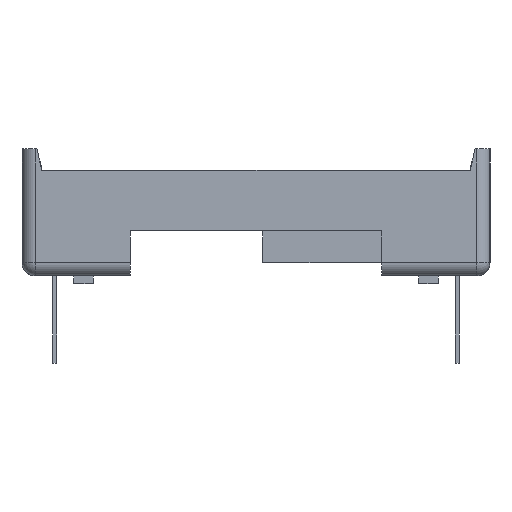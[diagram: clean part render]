
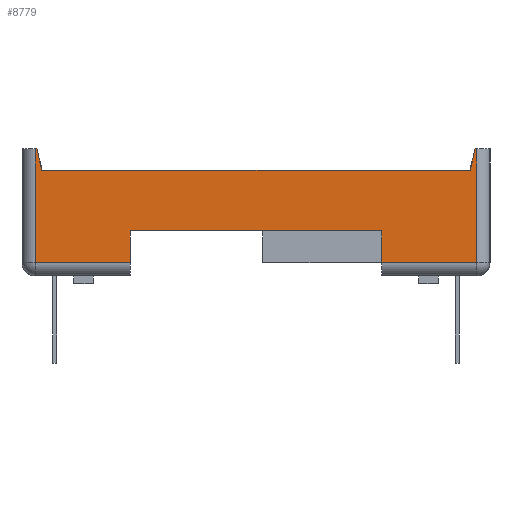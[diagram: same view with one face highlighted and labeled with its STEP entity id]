
A CAD part, left-side view. The second image highlights one B-rep face of the part: STEP entity #8779.
In plain terms, the highlighted planar face has unit normal (-1, 0, 0).
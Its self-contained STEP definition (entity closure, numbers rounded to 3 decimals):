
#24=DIRECTION('',(0.,-1.,0.));
#25=VECTOR('',#24,0.06);
#26=CARTESIAN_POINT('',(-20.32,8.35,0.));
#27=LINE('',#26,#25);
#33=DIRECTION('',(0.,-1.,0.));
#34=VECTOR('',#33,0.06);
#35=CARTESIAN_POINT('',(-20.32,-8.29,0.));
#36=LINE('',#35,#34);
#54=DIRECTION('',(0.,0.,-1.));
#55=VECTOR('',#54,4.3);
#56=CARTESIAN_POINT('',(-20.32,8.35,0.));
#57=LINE('',#56,#55);
#58=DIRECTION('',(0.,0.231,0.973));
#59=VECTOR('',#58,0.822);
#60=CARTESIAN_POINT('',(-20.32,8.1,-0.8));
#61=LINE('',#60,#59);
#62=DIRECTION('',(0.,1.,0.));
#63=VECTOR('',#62,16.2);
#64=CARTESIAN_POINT('',(-20.32,-8.1,-0.8));
#65=LINE('',#64,#63);
#66=DIRECTION('',(0.,0.231,-0.973));
#67=VECTOR('',#66,0.822);
#68=CARTESIAN_POINT('',(-20.32,-8.29,0.));
#69=LINE('',#68,#67);
#70=DIRECTION('',(0.,0.,-1.));
#71=VECTOR('',#70,4.3);
#72=CARTESIAN_POINT('',(-20.32,-8.35,0.));
#73=LINE('',#72,#71);
#74=DIRECTION('',(0.,1.,0.));
#75=VECTOR('',#74,3.6);
#76=CARTESIAN_POINT('',(-20.32,-8.35,-4.3));
#77=LINE('',#76,#75);
#78=DIRECTION('',(0.,0.,1.));
#79=VECTOR('',#78,1.2);
#80=CARTESIAN_POINT('',(-20.32,-4.75,-4.3));
#81=LINE('',#80,#79);
#82=DIRECTION('',(0.,-1.,0.));
#83=VECTOR('',#82,9.5);
#84=CARTESIAN_POINT('',(-20.32,4.75,-3.1));
#85=LINE('',#84,#83);
#86=DIRECTION('',(0.,0.,1.));
#87=VECTOR('',#86,1.2);
#88=CARTESIAN_POINT('',(-20.32,4.75,-4.3));
#89=LINE('',#88,#87);
#90=DIRECTION('',(0.,1.,0.));
#91=VECTOR('',#90,3.6);
#92=CARTESIAN_POINT('',(-20.32,4.75,-4.3));
#93=LINE('',#92,#91);
#6600=CARTESIAN_POINT('',(-20.32,8.29,0.));
#6602=VERTEX_POINT('',#6600);
#6604=CARTESIAN_POINT('',(-20.32,-8.29,0.));
#6606=VERTEX_POINT('',#6604);
#6612=CARTESIAN_POINT('',(-20.32,8.1,-0.8));
#6613=VERTEX_POINT('',#6612);
#6614=CARTESIAN_POINT('',(-20.32,-8.1,-0.8));
#6615=VERTEX_POINT('',#6614);
#7312=CARTESIAN_POINT('',(-20.32,4.75,-3.1));
#7313=CARTESIAN_POINT('',(-20.32,-4.75,-3.1));
#7314=VERTEX_POINT('',#7312);
#7315=VERTEX_POINT('',#7313);
#7385=CARTESIAN_POINT('',(-20.32,8.35,0.));
#7387=VERTEX_POINT('',#7385);
#7388=CARTESIAN_POINT('',(-20.32,8.35,-4.3));
#7389=VERTEX_POINT('',#7388);
#7396=CARTESIAN_POINT('',(-20.32,4.75,-4.3));
#7397=VERTEX_POINT('',#7396);
#7413=CARTESIAN_POINT('',(-20.32,-4.75,-4.3));
#7415=VERTEX_POINT('',#7413);
#7416=CARTESIAN_POINT('',(-20.32,-8.35,-4.3));
#7417=VERTEX_POINT('',#7416);
#7420=CARTESIAN_POINT('',(-20.32,-8.35,0.));
#7422=VERTEX_POINT('',#7420);
#8751=CARTESIAN_POINT('',(-20.32,8.85,0.));
#8752=DIRECTION('',(-1.,0.,0.));
#8753=DIRECTION('',(0.,-1.,0.));
#8754=AXIS2_PLACEMENT_3D('',#8751,#8752,#8753);
#8755=PLANE('',#8754);
#8756=ORIENTED_EDGE('',*,*,#8742,.F.);
#8757=ORIENTED_EDGE('',*,*,#8711,.T.);
#8759=ORIENTED_EDGE('',*,*,#8758,.F.);
#8761=ORIENTED_EDGE('',*,*,#8760,.F.);
#8763=ORIENTED_EDGE('',*,*,#8762,.F.);
#8764=ORIENTED_EDGE('',*,*,#8723,.T.);
#8766=ORIENTED_EDGE('',*,*,#8765,.T.);
#8768=ORIENTED_EDGE('',*,*,#8767,.T.);
#8770=ORIENTED_EDGE('',*,*,#8769,.T.);
#8772=ORIENTED_EDGE('',*,*,#8771,.F.);
#8774=ORIENTED_EDGE('',*,*,#8773,.F.);
#8776=ORIENTED_EDGE('',*,*,#8775,.T.);
#8777=EDGE_LOOP('',(#8756,#8757,#8759,#8761,#8763,#8764,#8766,#8768,#8770,#8772,
#8774,#8776));
#8778=FACE_OUTER_BOUND('',#8777,.F.);
#8711=EDGE_CURVE('',#7387,#6602,#27,.T.);
#8723=EDGE_CURVE('',#6606,#7422,#36,.T.);
#8742=EDGE_CURVE('',#7387,#7389,#57,.T.);
#8758=EDGE_CURVE('',#6613,#6602,#61,.T.);
#8760=EDGE_CURVE('',#6615,#6613,#65,.T.);
#8762=EDGE_CURVE('',#6606,#6615,#69,.T.);
#8765=EDGE_CURVE('',#7422,#7417,#73,.T.);
#8767=EDGE_CURVE('',#7417,#7415,#77,.T.);
#8769=EDGE_CURVE('',#7415,#7315,#81,.T.);
#8771=EDGE_CURVE('',#7314,#7315,#85,.T.);
#8773=EDGE_CURVE('',#7397,#7314,#89,.T.);
#8775=EDGE_CURVE('',#7397,#7389,#93,.T.);
#8779=ADVANCED_FACE('',(#8778),#8755,.T.);
